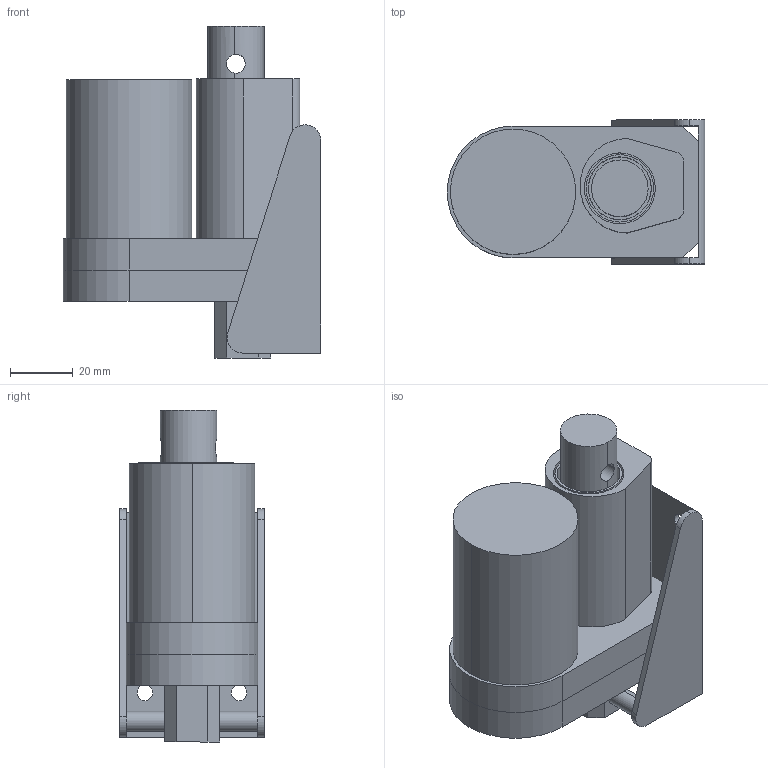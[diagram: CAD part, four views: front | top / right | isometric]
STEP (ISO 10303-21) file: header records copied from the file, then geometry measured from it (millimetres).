
FILE_DESCRIPTION (( 'STEP AP214' ), '1' );
FILE_NAME ('final linear 4in.STEP', '2022-02-24T12:00:27', ( '' ), ( '' ), 'SwSTEP 2.0', 'SolidWorks 2018', '' );
FILE_SCHEMA (( 'AUTOMOTIVE_DESIGN' ));
Length unit declared in the file: millimetre
Products named in the file (5): part 1; Bracket; sa1; Part2; final linear 4in
Assembly tree (4 placements, depth 2):
  final linear 4in
    Part2
    sa1
    part 1
    Bracket
Bounding box: 81.95 x 45.91 x 105.64 mm (x, y, z)
Volume: 213103.8 mm3; surface area: 53501.6 mm2
Topology: 5 solids, 5 shells, 78 faces, 196 edges, 130 vertices
Faces by surface type: plane 42, cylinder 34, cone 2
Entity records: 3026 total; most frequent: CARTESIAN_POINT 543, DIRECTION 426, ORIENTED_EDGE 392, EDGE_CURVE 196, AXIS2_PLACEMENT_3D 153, VERTEX_POINT 130, LINE 120, VECTOR 120
